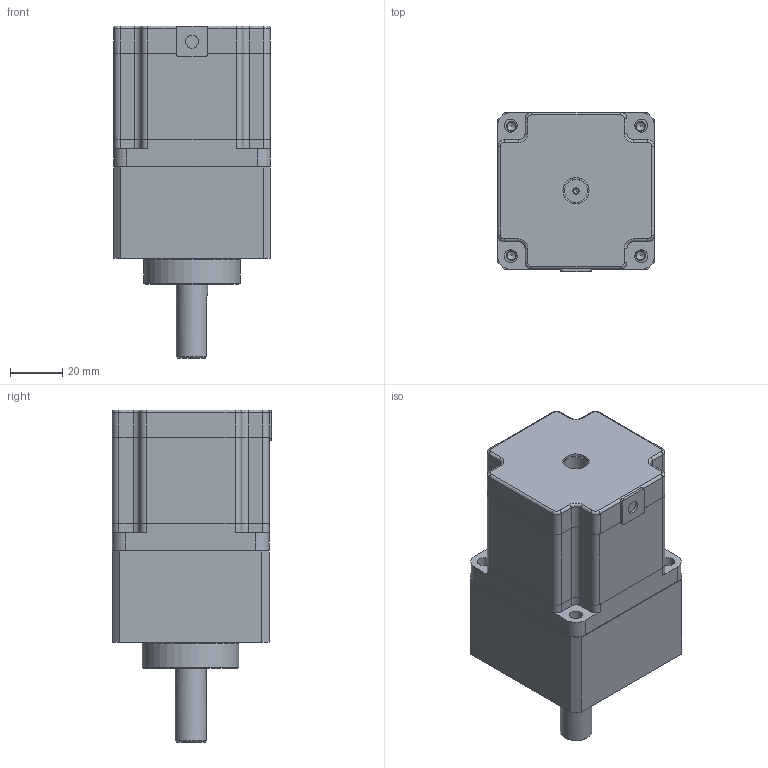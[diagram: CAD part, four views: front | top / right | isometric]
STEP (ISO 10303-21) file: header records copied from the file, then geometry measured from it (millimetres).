
FILE_DESCRIPTION( ( '' ), '1' );
FILE_NAME( 'MS566DG-7.2-AS-20231101.stp', '2023-11-01T06:08:05', ( 'Dimamotor' ), ( 'Dimamotor' ), 'PSStep 17.0.49', ' ', ' ' );
FILE_SCHEMA( ( 'AUTOMOTIVE_DESIGN { 1 0 10303 214 1 1 1 1 }' ) );
Length unit declared in the file: millimetre
Products named in the file (5): Assem1; 1; Output shaft cover-7.2; 軸心; G5477875D6xpj2
Assembly tree (4 placements, depth 2):
  Assem1
    1
    Output shaft cover-7.2
    軸心
    G5477875D6xpj2
Bounding box: 60 x 61 x 127.15 mm (x, y, z)
Volume: 258189.9 mm3; surface area: 51626.2 mm2
Topology: 4 solids, 4 shells, 295 faces, 743 edges, 479 vertices
Faces by surface type: cylinder 126, plane 108, cone 44, torus 17
Full cylindrical faces by diameter (mm): 2 x2, 2.05 x3, 2.7 x3, 3.3 x4, 3.5 x3, 4.2 x4, 4.938 x1, 5 x10, 6.1 x3, 8.873 x1, 10 x1, 11 x1, 11.4 x1, 12 x2, 13 x1, 14 x1, 18 x2, 22 x1, 24 x2, 30 x1, 36 x1, 37 x1, 37.5 x1, 52 x1, 54 x2
Entity records: 10573 total; most frequent: DIRECTION 1501, CARTESIAN_POINT 1376, ORIENTED_EDGE 1198, AXIS2_PLACEMENT_3D 605, EDGE_CURVE 599, EDGE_LOOP 453, VERTEX_POINT 442, FACE_OUTER_BOUND 353
